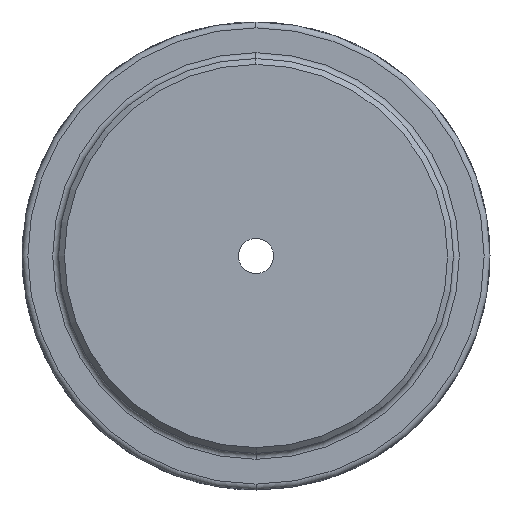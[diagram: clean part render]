
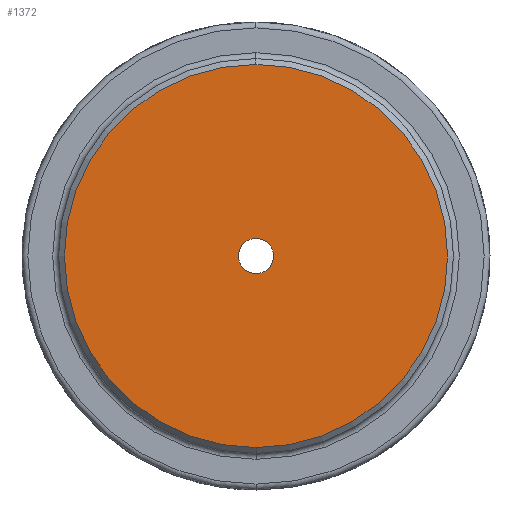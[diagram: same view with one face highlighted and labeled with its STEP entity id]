
A CAD part, left-side view. The second image highlights one B-rep face of the part: STEP entity #1372.
In plain terms, the highlighted face is planar.
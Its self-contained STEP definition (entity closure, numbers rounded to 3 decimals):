
#558=CARTESIAN_POINT('',(0.,0.,0.));
#559=DIRECTION('',(0.,0.,1.));
#560=DIRECTION('',(-1.,0.,0.));
#561=AXIS2_PLACEMENT_3D('',#558,#559,#560);
#567=CARTESIAN_POINT('',(0.,0.,0.));
#568=DIRECTION('',(0.,0.,1.));
#569=DIRECTION('',(1.,0.,0.));
#570=AXIS2_PLACEMENT_3D('',#567,#568,#569);
#581=CARTESIAN_POINT('',(0.,0.,0.));
#582=DIRECTION('',(0.,0.,1.));
#583=DIRECTION('',(-1.,0.,0.));
#584=AXIS2_PLACEMENT_3D('',#581,#582,#583);
#586=CARTESIAN_POINT('',(0.,0.,0.));
#587=DIRECTION('',(0.,0.,1.));
#588=DIRECTION('',(1.,0.,0.));
#589=AXIS2_PLACEMENT_3D('',#586,#587,#588);
#645=CARTESIAN_POINT('',(65.5,0.,0.));
#646=CARTESIAN_POINT('',(-65.5,0.,0.));
#647=VERTEX_POINT('',#645);
#648=VERTEX_POINT('',#646);
#675=CARTESIAN_POINT('',(6.,0.,0.));
#676=CARTESIAN_POINT('',(-6.,0.,0.));
#677=VERTEX_POINT('',#675);
#678=VERTEX_POINT('',#676);
#1357=CARTESIAN_POINT('',(0.,0.,0.));
#1358=DIRECTION('',(0.,0.,1.));
#1359=DIRECTION('',(1.,0.,0.));
#1360=AXIS2_PLACEMENT_3D('',#1357,#1358,#1359);
#1361=PLANE('',#1360);
#1363=ORIENTED_EDGE('',*,*,#1362,.T.);
#1365=ORIENTED_EDGE('',*,*,#1364,.T.);
#1366=EDGE_LOOP('',(#1363,#1365));
#1367=FACE_OUTER_BOUND('',#1366,.F.);
#1368=ORIENTED_EDGE('',*,*,#1350,.F.);
#1369=ORIENTED_EDGE('',*,*,#1337,.F.);
#1370=EDGE_LOOP('',(#1368,#1369));
#1371=FACE_BOUND('',#1370,.F.);
#1372=ADVANCED_FACE('',(#1367,#1371),#1361,.F.);
#562=CIRCLE('',#561,6.);
#571=CIRCLE('',#570,6.);
#585=CIRCLE('',#584,65.5);
#590=CIRCLE('',#589,65.5);
#1337=EDGE_CURVE('',#678,#677,#562,.T.);
#1350=EDGE_CURVE('',#677,#678,#571,.T.);
#1362=EDGE_CURVE('',#648,#647,#585,.T.);
#1364=EDGE_CURVE('',#647,#648,#590,.T.);
